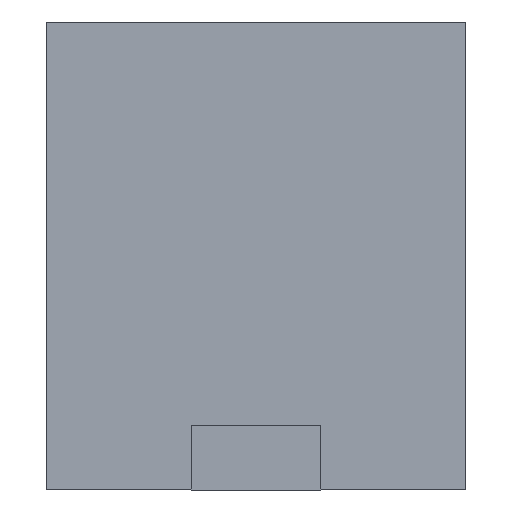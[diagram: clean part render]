
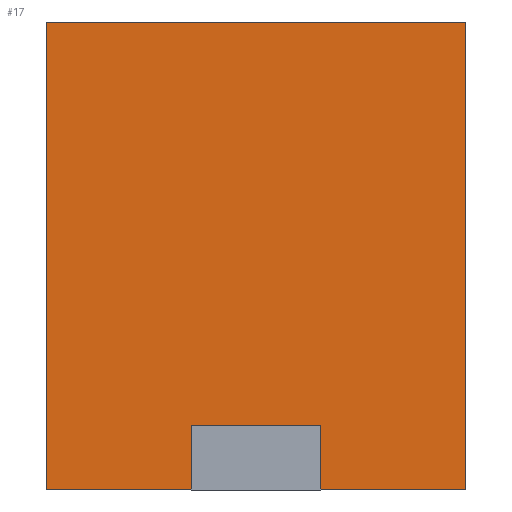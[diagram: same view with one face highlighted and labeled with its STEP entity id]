
A CAD part, left-side view. The second image highlights one B-rep face of the part: STEP entity #17.
In plain terms, the highlighted planar face has unit normal (-1, 0, 0).
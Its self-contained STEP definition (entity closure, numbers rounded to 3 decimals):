
#17 = ADVANCED_FACE('',(#18),#84,.F.);
#18 = FACE_BOUND('',#19,.F.);
#19 = EDGE_LOOP('',(#20,#30,#38,#46,#54,#62,#70,#78));
#20 = ORIENTED_EDGE('',*,*,#21,.F.);
#21 = EDGE_CURVE('',#22,#24,#26,.T.);
#22 = VERTEX_POINT('',#23);
#23 = CARTESIAN_POINT('',(-14.5,13.,29.));
#24 = VERTEX_POINT('',#25);
#25 = CARTESIAN_POINT('',(-14.5,13.,0.));
#26 = LINE('',#27,#28);
#27 = CARTESIAN_POINT('',(-14.5,13.,29.));
#28 = VECTOR('',#29,1.);
#29 = DIRECTION('',(0.,0.,-1.));
#30 = ORIENTED_EDGE('',*,*,#31,.T.);
#31 = EDGE_CURVE('',#22,#32,#34,.T.);
#32 = VERTEX_POINT('',#33);
#33 = CARTESIAN_POINT('',(-14.5,-13.,29.));
#34 = LINE('',#35,#36);
#35 = CARTESIAN_POINT('',(-14.5,13.,29.));
#36 = VECTOR('',#37,1.);
#37 = DIRECTION('',(0.,-1.,0.));
#38 = ORIENTED_EDGE('',*,*,#39,.T.);
#39 = EDGE_CURVE('',#32,#40,#42,.T.);
#40 = VERTEX_POINT('',#41);
#41 = CARTESIAN_POINT('',(-14.5,-13.,0.));
#42 = LINE('',#43,#44);
#43 = CARTESIAN_POINT('',(-14.5,-13.,29.));
#44 = VECTOR('',#45,1.);
#45 = DIRECTION('',(0.,0.,-1.));
#46 = ORIENTED_EDGE('',*,*,#47,.F.);
#47 = EDGE_CURVE('',#48,#40,#50,.T.);
#48 = VERTEX_POINT('',#49);
#49 = CARTESIAN_POINT('',(-14.5,-4.,0.));
#50 = LINE('',#51,#52);
#51 = CARTESIAN_POINT('',(-14.5,13.,0.));
#52 = VECTOR('',#53,1.);
#53 = DIRECTION('',(0.,-1.,0.));
#54 = ORIENTED_EDGE('',*,*,#55,.F.);
#55 = EDGE_CURVE('',#56,#48,#58,.T.);
#56 = VERTEX_POINT('',#57);
#57 = CARTESIAN_POINT('',(-14.5,-4.,4.));
#58 = LINE('',#59,#60);
#59 = CARTESIAN_POINT('',(-14.5,-4.,4.));
#60 = VECTOR('',#61,1.);
#61 = DIRECTION('',(0.,0.,-1.));
#62 = ORIENTED_EDGE('',*,*,#63,.F.);
#63 = EDGE_CURVE('',#64,#56,#66,.T.);
#64 = VERTEX_POINT('',#65);
#65 = CARTESIAN_POINT('',(-14.5,4.,4.));
#66 = LINE('',#67,#68);
#67 = CARTESIAN_POINT('',(-14.5,4.,4.));
#68 = VECTOR('',#69,1.);
#69 = DIRECTION('',(0.,-1.,0.));
#70 = ORIENTED_EDGE('',*,*,#71,.F.);
#71 = EDGE_CURVE('',#72,#64,#74,.T.);
#72 = VERTEX_POINT('',#73);
#73 = CARTESIAN_POINT('',(-14.5,4.,0.));
#74 = LINE('',#75,#76);
#75 = CARTESIAN_POINT('',(-14.5,4.,0.));
#76 = VECTOR('',#77,1.);
#77 = DIRECTION('',(0.,0.,1.));
#78 = ORIENTED_EDGE('',*,*,#79,.F.);
#79 = EDGE_CURVE('',#24,#72,#80,.T.);
#80 = LINE('',#81,#82);
#81 = CARTESIAN_POINT('',(-14.5,13.,0.));
#82 = VECTOR('',#83,1.);
#83 = DIRECTION('',(0.,-1.,0.));
#84 = PLANE('',#85);
#85 = AXIS2_PLACEMENT_3D('',#86,#87,#88);
#86 = CARTESIAN_POINT('',(-14.5,13.,29.));
#87 = DIRECTION('',(1.,0.,0.));
#88 = DIRECTION('',(0.,0.,-1.));
